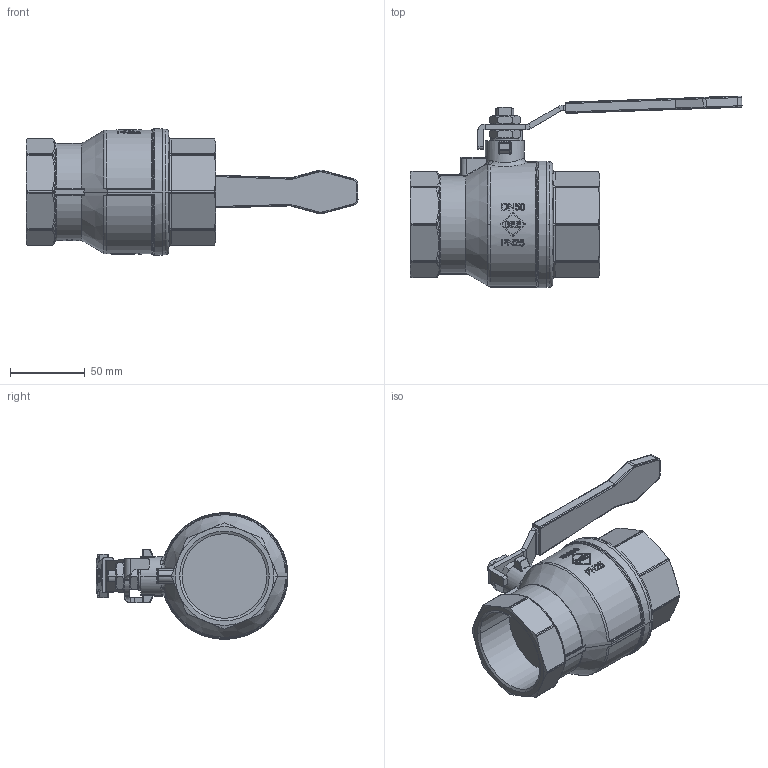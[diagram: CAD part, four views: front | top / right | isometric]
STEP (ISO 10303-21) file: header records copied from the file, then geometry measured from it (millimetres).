
FILE_DESCRIPTION(('STEP AP214'),'1');
FILE_NAME('valve_834-2.stp','2018-06-14T14:43:45',('TraceParts'),('TraceParts S.A.'),'Spatial InterOp 3D',' ',' ');
FILE_SCHEMA(('automotive_design'));
Length unit declared in the file: millimetre
Products named in the file (1): valve_834-2
Bounding box: 222.41 x 128.52 x 85 mm (x, y, z)
Volume: 438413.3 mm3; surface area: 64608.7 mm2
Topology: 1 solids, 3 shells, 1706 faces, 4493 edges, 2883 vertices
Faces by surface type: plane 678, bspline 583, cylinder 314, cone 66, torus 55, sphere 10
Entity records: 75516 total; most frequent: CARTESIAN_POINT 23497, ORIENTED_EDGE 8946, DIRECTION 6353, EDGE_CURVE 4473, VERTEX_POINT 2883, LINE 2197, VECTOR 2197, AXIS2_PLACEMENT_3D 2078
